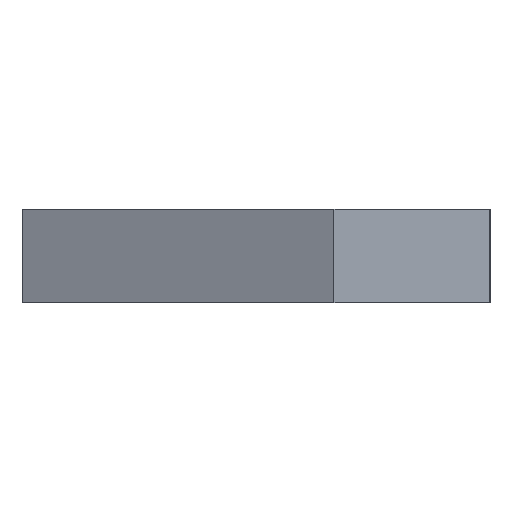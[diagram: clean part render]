
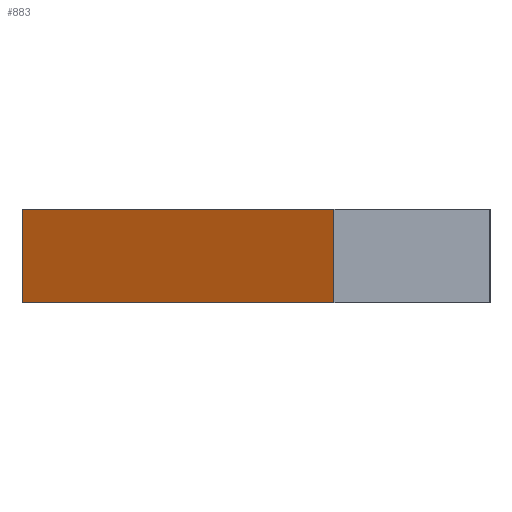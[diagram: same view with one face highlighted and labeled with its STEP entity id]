
A CAD part, left-side view. The second image highlights one B-rep face of the part: STEP entity #883.
In plain terms, the highlighted planar face has unit normal (-0.894, 0.447, 0).
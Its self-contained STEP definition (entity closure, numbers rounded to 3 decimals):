
#831=CARTESIAN_POINT('Vertex',(693.,15.,0.)) ;
#834=CARTESIAN_POINT('Line Origine',(693.,15.,1.5)) ;
#838=CARTESIAN_POINT('Vertex',(693.,15.,3.)) ;
#853=CARTESIAN_POINT('Axis2P3D Location',(688.,5.,0.)) ;
#858=CARTESIAN_POINT('Line Origine',(690.5,10.,0.)) ;
#862=CARTESIAN_POINT('Vertex',(688.,5.,0.)) ;
#865=CARTESIAN_POINT('Line Origine',(688.,5.,1.5)) ;
#869=CARTESIAN_POINT('Vertex',(688.,5.,3.)) ;
#872=CARTESIAN_POINT('Line Origine',(690.5,10.,3.)) ;
#836=VECTOR('Line Direction',#835,1.) ;
#860=VECTOR('Line Direction',#859,1.) ;
#867=VECTOR('Line Direction',#866,1.) ;
#874=VECTOR('Line Direction',#873,1.) ;
#835=DIRECTION('Vector Direction',(0.,0.,1.)) ;
#854=DIRECTION('Axis2P3D Direction',(0.894,-0.447,0.)) ;
#855=DIRECTION('Axis2P3D XDirection',(0.447,0.894,0.)) ;
#859=DIRECTION('Vector Direction',(0.447,0.894,0.)) ;
#866=DIRECTION('Vector Direction',(0.,0.,1.)) ;
#873=DIRECTION('Vector Direction',(0.447,0.894,0.)) ;
#856=AXIS2_PLACEMENT_3D('Plane Axis2P3D',#853,#854,#855) ;
#837=LINE('Line',#834,#836) ;
#861=LINE('Line',#858,#860) ;
#868=LINE('Line',#865,#867) ;
#875=LINE('Line',#872,#874) ;
#857=PLANE('',#856) ;
#840=EDGE_CURVE('',#832,#839,#837,.T.) ;
#864=EDGE_CURVE('',#832,#863,#861,.F.) ;
#871=EDGE_CURVE('',#863,#870,#868,.T.) ;
#876=EDGE_CURVE('',#839,#870,#875,.F.) ;
#878=ORIENTED_EDGE('',*,*,#840,.F.) ;
#879=ORIENTED_EDGE('',*,*,#864,.T.) ;
#880=ORIENTED_EDGE('',*,*,#871,.T.) ;
#881=ORIENTED_EDGE('',*,*,#876,.F.) ;
#877=EDGE_LOOP('',(#878,#879,#880,#881)) ;
#832=VERTEX_POINT('',#831) ;
#839=VERTEX_POINT('',#838) ;
#863=VERTEX_POINT('',#862) ;
#870=VERTEX_POINT('',#869) ;
#883=ADVANCED_FACE('PartBody',(#882),#857,.F.) ;
#882=FACE_OUTER_BOUND('',#877,.T.) ;
